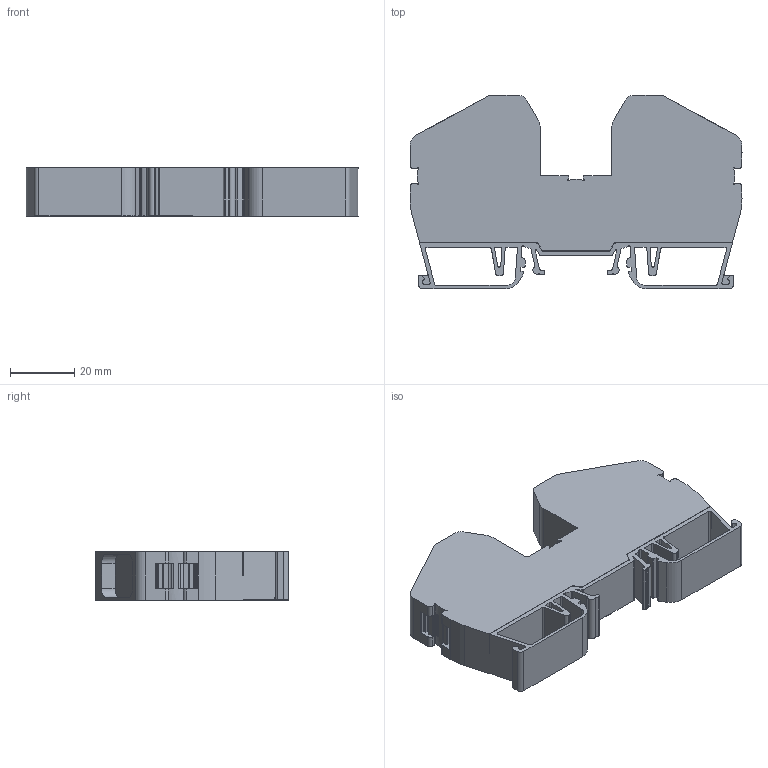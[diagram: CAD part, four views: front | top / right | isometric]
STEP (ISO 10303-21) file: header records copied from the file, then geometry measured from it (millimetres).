
FILE_DESCRIPTION (( 'STEP AP203' ), '1' );
FILE_NAME ('OPK 35.STEP', '2020-03-19T12:28:15', ( '' ), ( '' ), 'SwSTEP 2.0', 'SolidWorks 2011', '' );
FILE_SCHEMA (( 'CONFIG_CONTROL_DESIGN' ));
Length unit declared in the file: millimetre
Products named in the file (1): OPK 35
Bounding box: 103 x 60 x 15.2 mm (x, y, z)
Volume: 59983.6 mm3; surface area: 20756.5 mm2
Topology: 1 solids, 1 shells, 469 faces, 1384 edges, 923 vertices
Faces by surface type: plane 236, cylinder 228, bspline 5
Entity records: 16873 total; most frequent: CARTESIAN_POINT 4831, ORIENTED_EDGE 2768, DIRECTION 2128, EDGE_CURVE 1384, VERTEX_POINT 923, LINE 858, VECTOR 858, AXIS2_PLACEMENT_3D 635
